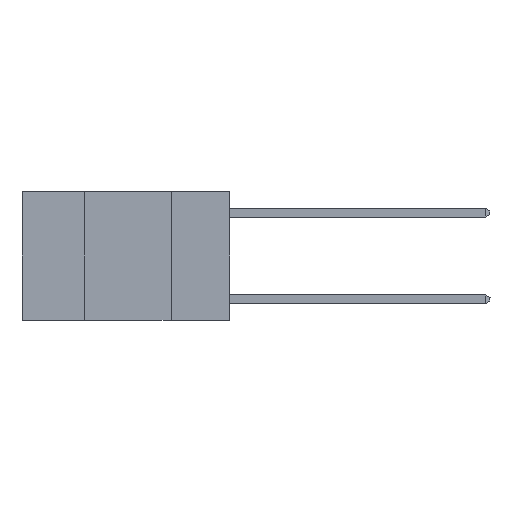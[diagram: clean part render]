
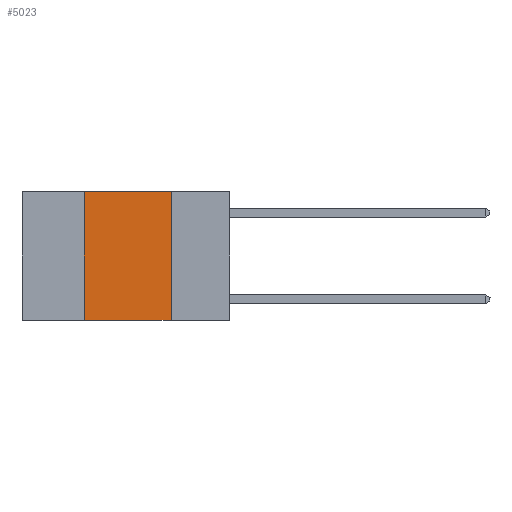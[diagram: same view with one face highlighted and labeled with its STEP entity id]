
A CAD part, left-side view. The second image highlights one B-rep face of the part: STEP entity #5023.
In plain terms, the highlighted planar face has unit normal (-1, 0, 0).
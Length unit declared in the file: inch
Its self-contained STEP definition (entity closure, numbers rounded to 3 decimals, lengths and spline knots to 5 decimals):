
#269 = CARTESIAN_POINT ( 'NONE',  ( 0., 0.6, -0.37 ) ) ;
#275 = DIRECTION ( 'NONE',  ( 1., 0., 0. ) ) ;
#342 = EDGE_CURVE ( 'NONE', #17853, #15897, #16791, .T. ) ;
#809 = CARTESIAN_POINT ( 'NONE',  ( 0., 0.42, 0. ) ) ;
#1824 = CARTESIAN_POINT ( 'NONE',  ( 0., 0.17, 0. ) ) ;
#2582 = LINE ( 'NONE', #269, #23486 ) ;
#3072 = EDGE_CURVE ( 'NONE', #17853, #25326, #2582, .T. ) ;
#3319 = VECTOR ( 'NONE', #6366, 39.37008 ) ;
#4937 = AXIS2_PLACEMENT_3D ( 'NONE', #12363, #275, #14496 ) ;
#5023 = ADVANCED_FACE ( 'NONE', ( #21504 ), #12448, .F. ) ;
#5571 = ORIENTED_EDGE ( 'NONE', *, *, #21414, .F. ) ;
#6008 = CARTESIAN_POINT ( 'NONE',  ( 0., 0.17, -0.37 ) ) ;
#6366 = DIRECTION ( 'NONE',  ( 0., -1., 0. ) ) ;
#6849 = ORIENTED_EDGE ( 'NONE', *, *, #342, .F. ) ;
#6976 = LINE ( 'NONE', #1824, #11770 ) ;
#8414 = CARTESIAN_POINT ( 'NONE',  ( 0., 0.6, 0. ) ) ;
#9654 = DIRECTION ( 'NONE',  ( 0., 0., 1. ) ) ;
#9723 = ORIENTED_EDGE ( 'NONE', *, *, #23930, .F. ) ;
#11033 = ORIENTED_EDGE ( 'NONE', *, *, #3072, .T. ) ;
#11770 = VECTOR ( 'NONE', #18007, 39.37008 ) ;
#12363 = CARTESIAN_POINT ( 'NONE',  ( 0., 0.6, 0. ) ) ;
#12448 = PLANE ( 'NONE',  #4937 ) ;
#14496 = DIRECTION ( 'NONE',  ( 0., 0., -1. ) ) ;
#15897 = VERTEX_POINT ( 'NONE', #809 ) ;
#16791 = LINE ( 'NONE', #23790, #21502 ) ;
#17853 = VERTEX_POINT ( 'NONE', #20677 ) ;
#18007 = DIRECTION ( 'NONE',  ( 0., 0., -1. ) ) ;
#18579 = DIRECTION ( 'NONE',  ( 0., -1., 0. ) ) ;
#20591 = EDGE_LOOP ( 'NONE', ( #9723, #5571, #6849, #11033 ) ) ;
#20677 = CARTESIAN_POINT ( 'NONE',  ( 0., 0.42, -0.37 ) ) ;
#21414 = EDGE_CURVE ( 'NONE', #15897, #23487, #23586, .T. ) ;
#21502 = VECTOR ( 'NONE', #9654, 39.37008 ) ;
#21504 = FACE_OUTER_BOUND ( 'NONE', #20591, .T. ) ;
#23486 = VECTOR ( 'NONE', #18579, 39.37008 ) ;
#23487 = VERTEX_POINT ( 'NONE', #25008 ) ;
#23586 = LINE ( 'NONE', #8414, #3319 ) ;
#23790 = CARTESIAN_POINT ( 'NONE',  ( 0., 0.42, 0. ) ) ;
#23930 = EDGE_CURVE ( 'NONE', #23487, #25326, #6976, .T. ) ;
#25008 = CARTESIAN_POINT ( 'NONE',  ( 0., 0.17, 0. ) ) ;
#25326 = VERTEX_POINT ( 'NONE', #6008 ) ;
